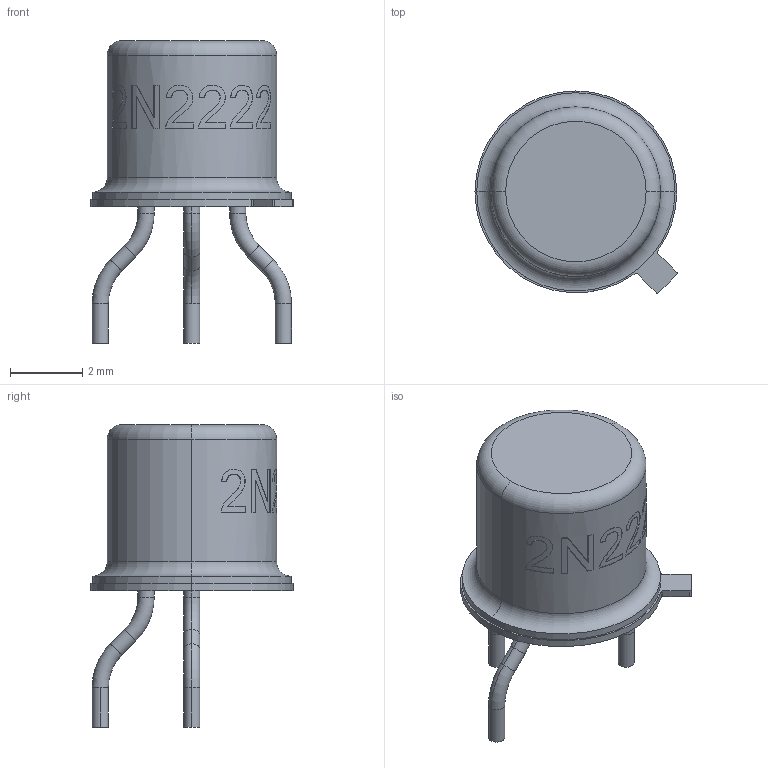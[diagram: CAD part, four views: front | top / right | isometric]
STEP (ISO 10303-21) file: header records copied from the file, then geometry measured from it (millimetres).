
FILE_DESCRIPTION (( 'STEP AP214' ), '1' );
FILE_NAME ('User Library-TO-18_2N2222.STEP', '2020-07-13T03:24:12', ( '' ), ( '' ), 'SwSTEP 2.0', 'SolidWorks 2020', '' );
FILE_SCHEMA (( 'AUTOMOTIVE_DESIGN' ));
Length unit declared in the file: millimetre
Products named in the file (1): User Library-TO-18_2N2222
Bounding box: 5.61 x 5.61 x 8.39 mm (x, y, z)
Volume: 82.5 mm3; surface area: 134.1 mm2
Topology: 1 solids, 1 shells, 139 faces, 357 edges, 228 vertices
Faces by surface type: bspline 52, cylinder 36, plane 33, torus 18
Entity records: 9338 total; most frequent: CARTESIAN_POINT 4887, ORIENTED_EDGE 714, DIRECTION 479, EDGE_CURVE 357, VERTEX_POINT 228, AXIS2_PLACEMENT_3D 203, B_SPLINE_CURVE_WITH_KNOTS 169, EDGE_LOOP 147
